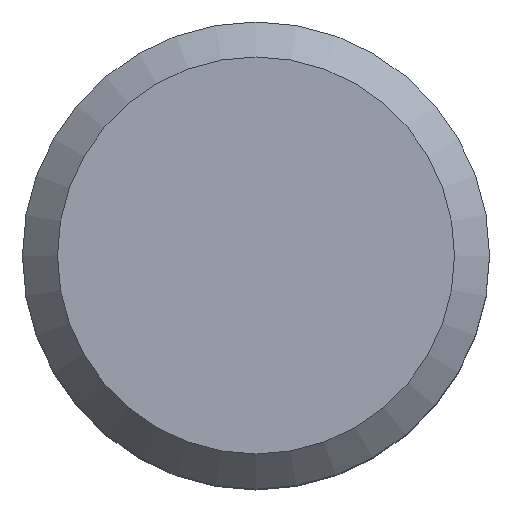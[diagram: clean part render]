
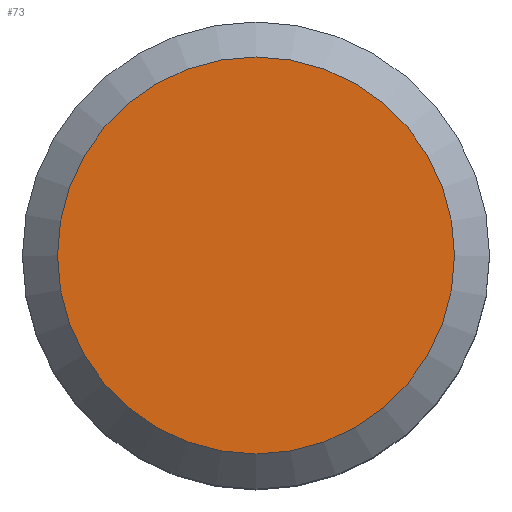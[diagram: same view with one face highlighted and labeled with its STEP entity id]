
A CAD part, top view. The second image highlights one B-rep face of the part: STEP entity #73.
In plain terms, the highlighted planar face has unit normal (0, 0, 1).
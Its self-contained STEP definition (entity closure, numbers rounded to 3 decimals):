
#73=ADVANCED_FACE('',(#134),#136,.T.);
#134=FACE_BOUND('',#135,.T.);
#135=EDGE_LOOP('',(#239));
#136=PLANE('',#137);
#137=AXIS2_PLACEMENT_3D('',#138,#139,#140);
#138=CARTESIAN_POINT('',(0.,0.,24.));
#139=DIRECTION('',(0.,0.,1.));
#140=DIRECTION('',(1.,0.,0.));
#239=ORIENTED_EDGE('',*,*,#259,.T.);
#259=EDGE_CURVE('',#269,#269,#270,.T.);
#269=VERTEX_POINT('',#289);
#270=CIRCLE('',#290,3.4);
#289=CARTESIAN_POINT('',(3.4,0.,24.));
#290=AXIS2_PLACEMENT_3D('',#291,#292,#293);
#291=CARTESIAN_POINT('',(0.,0.,24.));
#292=DIRECTION('',(0.,0.,1.));
#293=DIRECTION('',(1.,0.,0.));
